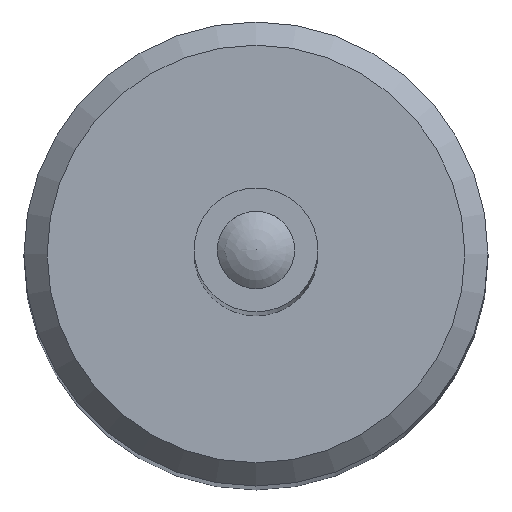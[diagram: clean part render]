
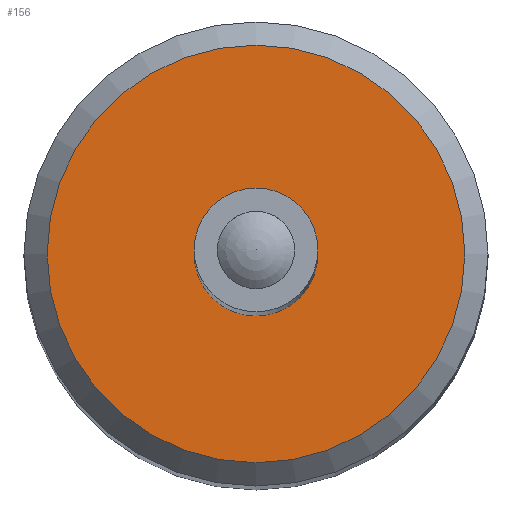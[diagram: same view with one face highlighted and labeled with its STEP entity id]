
A CAD part, top view. The second image highlights one B-rep face of the part: STEP entity #156.
In plain terms, the highlighted planar face has unit normal (0, 0, 1).
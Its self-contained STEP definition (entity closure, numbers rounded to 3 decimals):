
#15=FACE_BOUND('',#58,.T.);
#18=PLANE('',#197);
#45=FACE_OUTER_BOUND('',#57,.T.);
#57=EDGE_LOOP('',(#134));
#58=EDGE_LOOP('',(#135));
#73=CIRCLE('',#196,1.35);
#74=CIRCLE('',#198,0.4);
#86=VERTEX_POINT('',#289);
#87=VERTEX_POINT('',#293);
#103=EDGE_CURVE('',#86,#86,#73,.T.);
#104=EDGE_CURVE('',#87,#87,#74,.T.);
#134=ORIENTED_EDGE('',*,*,#103,.F.);
#135=ORIENTED_EDGE('',*,*,#104,.T.);
#156=ADVANCED_FACE('',(#45,#15),#18,.T.);
#196=AXIS2_PLACEMENT_3D('',#291,#241,#242);
#197=AXIS2_PLACEMENT_3D('',#292,#243,#244);
#198=AXIS2_PLACEMENT_3D('',#294,#245,#246);
#241=DIRECTION('center_axis',(0.,0.,-1.));
#242=DIRECTION('ref_axis',(-1.,0.,0.));
#243=DIRECTION('center_axis',(0.,0.,1.));
#244=DIRECTION('ref_axis',(1.,0.,0.));
#245=DIRECTION('center_axis',(0.,0.,-1.));
#246=DIRECTION('ref_axis',(-1.,0.,0.));
#289=CARTESIAN_POINT('',(1.35,0.,0.));
#291=CARTESIAN_POINT('Origin',(0.,0.,0.));
#292=CARTESIAN_POINT('Origin',(0.,0.,
0.));
#293=CARTESIAN_POINT('',(0.4,0.,0.));
#294=CARTESIAN_POINT('Origin',(0.,0.,0.));
